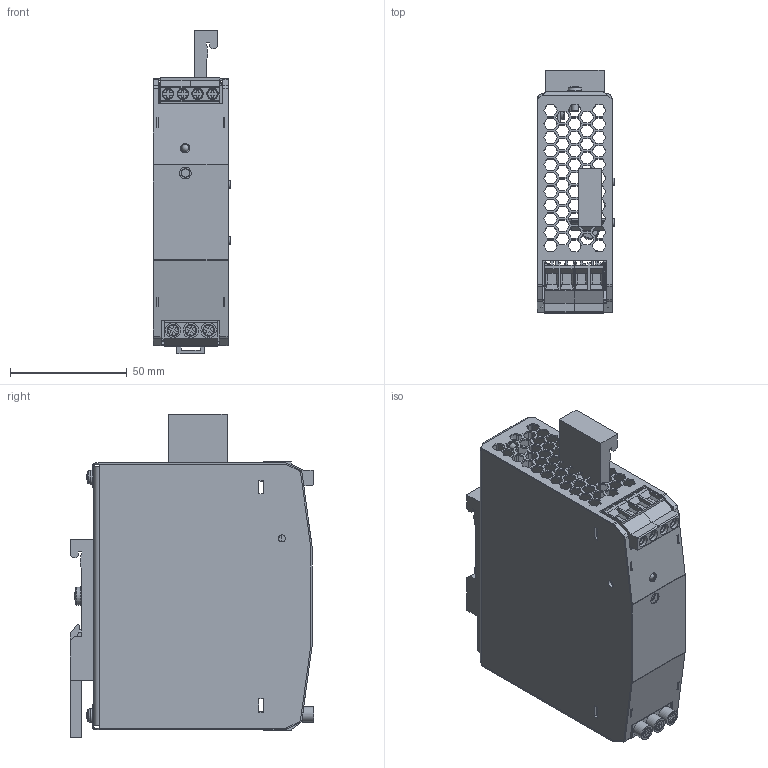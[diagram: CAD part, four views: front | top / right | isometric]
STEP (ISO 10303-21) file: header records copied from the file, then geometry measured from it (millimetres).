
FILE_DESCRIPTION( ( 'Unknown' ), '1' );
FILE_NAME( 'TIB_080.stp', 'Unknown', ( 'Unknown' ), ( 'Unknown' ), 'PSStep 14.0', 'Unknown', ' ' );
FILE_SCHEMA( ( 'AUTOMOTIVE_DESIGN { 1 0 10303 214 1 1 1 1 }' ) );
Length unit declared in the file: millimetre
Products named in the file (17): Assem1; MODULE; DIN_HOOK; DIN_LATCH; SCREW1-oa0
Bounding box: 33 x 104.19 x 138.61 mm (x, y, z)
Volume: 125728.2 mm3; surface area: 157535.3 mm2
Topology: 32 solids, 32 shells, 3818 faces, 11094 edges, 7436 vertices
Faces by surface type: plane 3124, cylinder 410, bspline 120, cone 78, torus 78, sphere 8
Full cylindrical faces by diameter (mm): 0.2 x12, 0.5 x4, 2 x2, 2.459 x4, 3 x20, 3.005 x8, 3.2 x16, 3.242 x2, 3.5 x6, 3.505 x8, 3.7 x4, 4 x14, 4.3 x2, 4.602 x8, 4.749 x8, 4.9 x6, 4.901 x8, 4.904 x8, 5 x8, 5.131 x4, 5.2 x2, 5.6 x6, 6.3 x10, 6.6 x6, 7.9 x2
Entity records: 82497 total; most frequent: CARTESIAN_POINT 17681, ORIENTED_EDGE 10620, DIRECTION 9145, EDGE_CURVE 5310, LINE 4361, VECTOR 4361, VERTEX_POINT 3646, EDGE_LOOP 2422
